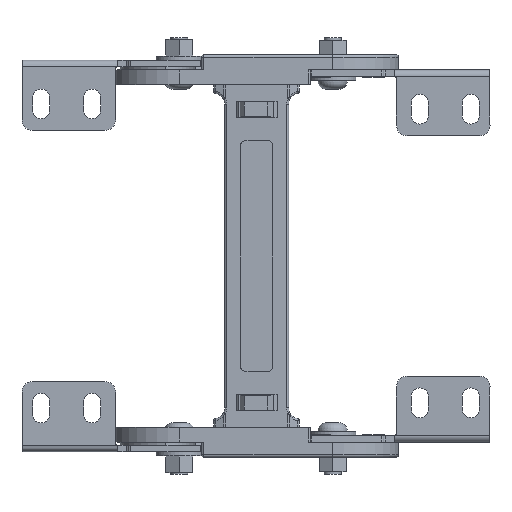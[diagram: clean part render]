
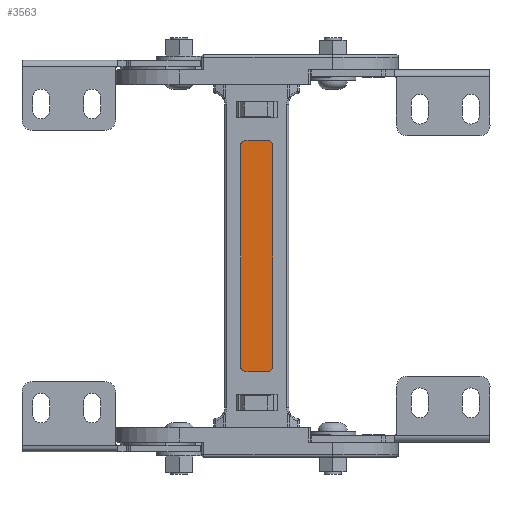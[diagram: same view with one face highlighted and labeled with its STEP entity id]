
A CAD part, front view. The second image highlights one B-rep face of the part: STEP entity #3563.
In plain terms, the highlighted planar face has unit normal (0, -1, 0).
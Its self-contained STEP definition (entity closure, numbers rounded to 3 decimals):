
#18 = DIRECTION ( 'NONE',  ( 1., 0., 0. ) ) ;
#106 = AXIS2_PLACEMENT_3D ( 'NONE', #16953, #13352, #10229 ) ;
#291 = DIRECTION ( 'NONE',  ( 0., 0., 1. ) ) ;
#1650 = VECTOR ( 'NONE', #18, 1000. ) ;
#2054 = ORIENTED_EDGE ( 'NONE', *, *, #22115, .T. ) ;
#2877 = CARTESIAN_POINT ( 'NONE',  ( -76.715, -30.497, -145.809 ) ) ;
#3360 = DIRECTION ( 'NONE',  ( 0., -1., 0. ) ) ;
#3563 = ADVANCED_FACE ( 'NONE', ( #16338 ), #43219, .F. ) ;
#4127 = LINE ( 'NONE', #17382, #31586 ) ;
#4966 = ORIENTED_EDGE ( 'NONE', *, *, #39766, .T. ) ;
#5547 = EDGE_CURVE ( 'NONE', #6052, #7245, #43617, .T. ) ;
#6052 = VERTEX_POINT ( 'NONE', #46068 ) ;
#7245 = VERTEX_POINT ( 'NONE', #10099 ) ;
#7831 = CARTESIAN_POINT ( 'NONE',  ( -76.715, -30.497, -148.324 ) ) ;
#9125 = EDGE_CURVE ( 'NONE', #33030, #9705, #19248, .T. ) ;
#9517 = DIRECTION ( 'NONE',  ( -1., 0., 0. ) ) ;
#9705 = VERTEX_POINT ( 'NONE', #7831 ) ;
#10099 = CARTESIAN_POINT ( 'NONE',  ( -64.14, -30.497, -145.809 ) ) ;
#10229 = DIRECTION ( 'NONE',  ( 0., 0., 1. ) ) ;
#10496 = DIRECTION ( 'NONE',  ( 0., 0., -1. ) ) ;
#10532 = VERTEX_POINT ( 'NONE', #15903 ) ;
#10537 = CARTESIAN_POINT ( 'NONE',  ( -76.715, -30.497, -39.636 ) ) ;
#11772 = EDGE_CURVE ( 'NONE', #9705, #6052, #12338, .T. ) ;
#12338 = LINE ( 'NONE', #32132, #1650 ) ;
#12465 = EDGE_LOOP ( 'NONE', ( #2054, #46396, #34618, #41909, #42483, #22493, #4966, #21453 ) ) ;
#13010 = LINE ( 'NONE', #41761, #40496 ) ;
#13039 = DIRECTION ( 'NONE',  ( 0., -1., 0. ) ) ;
#13352 = DIRECTION ( 'NONE',  ( 0., -1., 0. ) ) ;
#15374 = EDGE_CURVE ( 'NONE', #10532, #22343, #32209, .T. ) ;
#15903 = CARTESIAN_POINT ( 'NONE',  ( -64.14, -30.497, -42.151 ) ) ;
#16338 = FACE_OUTER_BOUND ( 'NONE', #12465, .T. ) ;
#16953 = CARTESIAN_POINT ( 'NONE',  ( -76.715, -30.497, -42.151 ) ) ;
#17003 = DIRECTION ( 'NONE',  ( 0., 0., 1. ) ) ;
#17382 = CARTESIAN_POINT ( 'NONE',  ( -79.23, -30.497, -65.289 ) ) ;
#19248 = CIRCLE ( 'NONE', #31977, 2.515 ) ;
#21370 = DIRECTION ( 'NONE',  ( 0., 0., -1. ) ) ;
#21453 = ORIENTED_EDGE ( 'NONE', *, *, #22814, .T. ) ;
#21779 = DIRECTION ( 'NONE',  ( 0., 1., 0. ) ) ;
#22115 = EDGE_CURVE ( 'NONE', #43989, #33030, #4127, .T. ) ;
#22343 = VERTEX_POINT ( 'NONE', #24192 ) ;
#22493 = ORIENTED_EDGE ( 'NONE', *, *, #15374, .T. ) ;
#22814 = EDGE_CURVE ( 'NONE', #43585, #43989, #30940, .T. ) ;
#22853 = AXIS2_PLACEMENT_3D ( 'NONE', #25361, #21779, #291 ) ;
#24192 = CARTESIAN_POINT ( 'NONE',  ( -66.655, -30.497, -39.636 ) ) ;
#24865 = CARTESIAN_POINT ( 'NONE',  ( -79.23, -30.497, -42.151 ) ) ;
#25361 = CARTESIAN_POINT ( 'NONE',  ( -76.715, -30.497, -65.289 ) ) ;
#26158 = AXIS2_PLACEMENT_3D ( 'NONE', #28865, #3360, #21370 ) ;
#27210 = CARTESIAN_POINT ( 'NONE',  ( -76.715, -30.497, -39.636 ) ) ;
#27543 = AXIS2_PLACEMENT_3D ( 'NONE', #41253, #13039, #45293 ) ;
#28865 = CARTESIAN_POINT ( 'NONE',  ( -66.655, -30.497, -145.809 ) ) ;
#30940 = CIRCLE ( 'NONE', #106, 2.515 ) ;
#31338 = CARTESIAN_POINT ( 'NONE',  ( -79.23, -30.497, -145.809 ) ) ;
#31586 = VECTOR ( 'NONE', #10496, 1000. ) ;
#31693 = DIRECTION ( 'NONE',  ( 0., -1., 0. ) ) ;
#31977 = AXIS2_PLACEMENT_3D ( 'NONE', #2877, #31693, #38913 ) ;
#32132 = CARTESIAN_POINT ( 'NONE',  ( -76.715, -30.497, -148.324 ) ) ;
#32209 = CIRCLE ( 'NONE', #27543, 2.515 ) ;
#33030 = VERTEX_POINT ( 'NONE', #31338 ) ;
#34262 = VECTOR ( 'NONE', #9517, 1000. ) ;
#34618 = ORIENTED_EDGE ( 'NONE', *, *, #11772, .T. ) ;
#38485 = EDGE_CURVE ( 'NONE', #7245, #10532, #13010, .T. ) ;
#38913 = DIRECTION ( 'NONE',  ( 0., 0., 1. ) ) ;
#39766 = EDGE_CURVE ( 'NONE', #22343, #43585, #42185, .T. ) ;
#40496 = VECTOR ( 'NONE', #17003, 1000. ) ;
#41253 = CARTESIAN_POINT ( 'NONE',  ( -66.655, -30.497, -42.151 ) ) ;
#41761 = CARTESIAN_POINT ( 'NONE',  ( -64.14, -30.497, -65.289 ) ) ;
#41909 = ORIENTED_EDGE ( 'NONE', *, *, #5547, .T. ) ;
#42185 = LINE ( 'NONE', #27210, #34262 ) ;
#42483 = ORIENTED_EDGE ( 'NONE', *, *, #38485, .T. ) ;
#43219 = PLANE ( 'NONE',  #22853 ) ;
#43585 = VERTEX_POINT ( 'NONE', #10537 ) ;
#43617 = CIRCLE ( 'NONE', #26158, 2.515 ) ;
#43989 = VERTEX_POINT ( 'NONE', #24865 ) ;
#45293 = DIRECTION ( 'NONE',  ( 0., 0., 1. ) ) ;
#46068 = CARTESIAN_POINT ( 'NONE',  ( -66.655, -30.497, -148.324 ) ) ;
#46396 = ORIENTED_EDGE ( 'NONE', *, *, #9125, .T. ) ;
